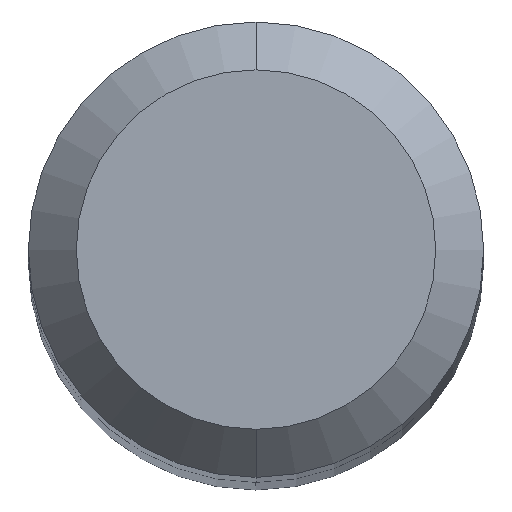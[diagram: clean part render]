
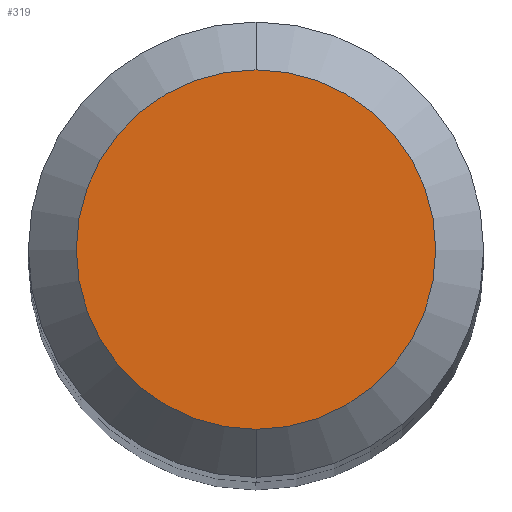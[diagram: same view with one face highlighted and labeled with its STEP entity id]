
A CAD part, top view. The second image highlights one B-rep face of the part: STEP entity #319.
In plain terms, the highlighted planar face has unit normal (0, 0, 1).
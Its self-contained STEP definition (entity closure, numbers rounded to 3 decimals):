
#20 = EDGE_CURVE ( 'NONE', #288, #282, #39, .T. ) ;
#39 = CIRCLE ( 'NONE', #256, 2.25 ) ;
#47 = DIRECTION ( 'NONE',  ( 0., 0., -1. ) ) ;
#53 = DIRECTION ( 'NONE',  ( 0., 1., 0. ) ) ;
#86 = FACE_OUTER_BOUND ( 'NONE', #123, .T. ) ;
#98 = ORIENTED_EDGE ( 'NONE', *, *, #20, .F. ) ;
#102 = CARTESIAN_POINT ( 'NONE',  ( 0., 0., 93. ) ) ;
#107 = AXIS2_PLACEMENT_3D ( 'NONE', #227, #320, #53 ) ;
#109 = CARTESIAN_POINT ( 'NONE',  ( 0., -2.25, 93. ) ) ;
#123 = EDGE_LOOP ( 'NONE', ( #98, #278 ) ) ;
#124 = EDGE_CURVE ( 'NONE', #282, #288, #197, .T. ) ;
#144 = DIRECTION ( 'NONE',  ( 0., 1., 0. ) ) ;
#167 = CARTESIAN_POINT ( 'NONE',  ( 0., 0., 93. ) ) ;
#197 = CIRCLE ( 'NONE', #107, 2.25 ) ;
#218 = DIRECTION ( 'NONE',  ( 0., 1., 0. ) ) ;
#227 = CARTESIAN_POINT ( 'NONE',  ( 0., 0., 93. ) ) ;
#238 = PLANE ( 'NONE',  #292 ) ;
#256 = AXIS2_PLACEMENT_3D ( 'NONE', #102, #47, #144 ) ;
#272 = DIRECTION ( 'NONE',  ( 0., 0., -1. ) ) ;
#278 = ORIENTED_EDGE ( 'NONE', *, *, #124, .F. ) ;
#282 = VERTEX_POINT ( 'NONE', #109 ) ;
#288 = VERTEX_POINT ( 'NONE', #318 ) ;
#292 = AXIS2_PLACEMENT_3D ( 'NONE', #167, #272, #218 ) ;
#318 = CARTESIAN_POINT ( 'NONE',  ( 0., 2.25, 93. ) ) ;
#319 = ADVANCED_FACE ( 'NONE', ( #86 ), #238, .F. ) ;
#320 = DIRECTION ( 'NONE',  ( 0., 0., -1. ) ) ;
